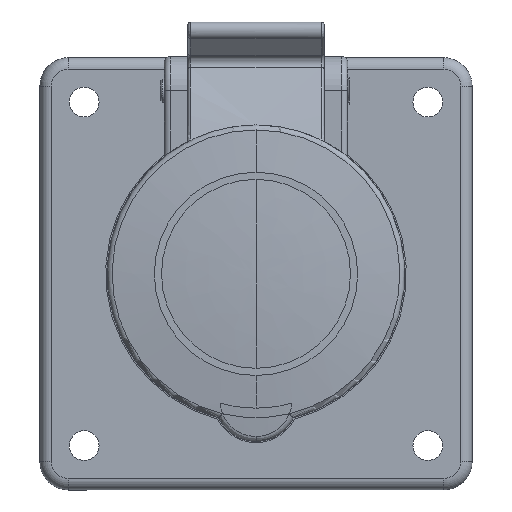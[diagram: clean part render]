
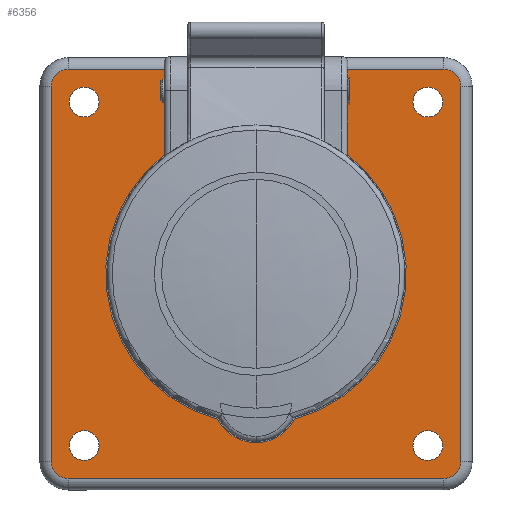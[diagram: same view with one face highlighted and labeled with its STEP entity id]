
A CAD part, front view. The second image highlights one B-rep face of the part: STEP entity #6356.
In plain terms, the highlighted planar face has unit normal (0, -1, 0).
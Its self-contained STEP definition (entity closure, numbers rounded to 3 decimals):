
#895=FACE_BOUND('',#9647,.T.);
#896=FACE_BOUND('',#9648,.T.);
#897=FACE_BOUND('',#9649,.T.);
#898=FACE_BOUND('',#9650,.T.);
#899=FACE_BOUND('',#9651,.T.);
#900=FACE_BOUND('',#9652,.T.);
#1803=PLANE('',#28757);
#2748=LINE('',#46871,#4569);
#2749=LINE('',#46876,#4570);
#2750=LINE('',#46880,#4571);
#2751=LINE('',#46884,#4572);
#2752=LINE('',#46895,#4573);
#2753=LINE('',#46903,#4574);
#4569=VECTOR('',#33096,1.);
#4570=VECTOR('',#33099,1.);
#4571=VECTOR('',#33102,1.);
#4572=VECTOR('',#33105,1.);
#4573=VECTOR('',#33116,1.);
#4574=VECTOR('',#33123,1.);
#6356=ADVANCED_FACE('',(#895,#896,#897,#898,#899,#900),#1803,.T.);
#9647=EDGE_LOOP('',(#13969));
#9648=EDGE_LOOP('',(#13970));
#9649=EDGE_LOOP('',(#13971));
#9650=EDGE_LOOP('',(#13972));
#9651=EDGE_LOOP('',(#13973,#13974,#13975,#13976,#13977,#13978,#13979,#13980));
#9652=EDGE_LOOP('',(#13981,#13982,#13983,#13984,#13985,#13986,#13987,#13988,
#13989,#13990));
#13969=ORIENTED_EDGE('',*,*,#23666,.T.);
#13970=ORIENTED_EDGE('',*,*,#23667,.T.);
#13971=ORIENTED_EDGE('',*,*,#23668,.T.);
#13972=ORIENTED_EDGE('',*,*,#23669,.T.);
#13973=ORIENTED_EDGE('',*,*,#23670,.T.);
#13974=ORIENTED_EDGE('',*,*,#23671,.F.);
#13975=ORIENTED_EDGE('',*,*,#23672,.T.);
#13976=ORIENTED_EDGE('',*,*,#23673,.F.);
#13977=ORIENTED_EDGE('',*,*,#23674,.T.);
#13978=ORIENTED_EDGE('',*,*,#23675,.F.);
#13979=ORIENTED_EDGE('',*,*,#23676,.T.);
#13980=ORIENTED_EDGE('',*,*,#23677,.F.);
#13981=ORIENTED_EDGE('',*,*,#23678,.F.);
#13982=ORIENTED_EDGE('',*,*,#23662,.T.);
#13983=ORIENTED_EDGE('',*,*,#23679,.T.);
#13984=ORIENTED_EDGE('',*,*,#23680,.T.);
#13985=ORIENTED_EDGE('',*,*,#23681,.F.);
#13986=ORIENTED_EDGE('',*,*,#23682,.F.);
#13987=ORIENTED_EDGE('',*,*,#23683,.T.);
#13988=ORIENTED_EDGE('',*,*,#23684,.T.);
#13989=ORIENTED_EDGE('',*,*,#23685,.T.);
#13990=ORIENTED_EDGE('',*,*,#23686,.F.);
#20670=VERTEX_POINT('',#46854);
#20671=VERTEX_POINT('',#46856);
#20674=VERTEX_POINT('',#46864);
#20675=VERTEX_POINT('',#46866);
#20676=VERTEX_POINT('',#46868);
#20677=VERTEX_POINT('',#46870);
#20678=VERTEX_POINT('',#46872);
#20679=VERTEX_POINT('',#46873);
#20680=VERTEX_POINT('',#46875);
#20681=VERTEX_POINT('',#46877);
#20682=VERTEX_POINT('',#46879);
#20683=VERTEX_POINT('',#46881);
#20684=VERTEX_POINT('',#46883);
#20685=VERTEX_POINT('',#46885);
#20686=VERTEX_POINT('',#46888);
#20687=VERTEX_POINT('',#46890);
#20688=VERTEX_POINT('',#46892);
#20689=VERTEX_POINT('',#46894);
#20690=VERTEX_POINT('',#46896);
#20691=VERTEX_POINT('',#46898);
#20692=VERTEX_POINT('',#46900);
#20693=VERTEX_POINT('',#46902);
#23662=EDGE_CURVE('',#20671,#20670,#26931,.T.);
#23666=EDGE_CURVE('',#20674,#20674,#26933,.T.);
#23667=EDGE_CURVE('',#20675,#20675,#26934,.T.);
#23668=EDGE_CURVE('',#20676,#20676,#26935,.T.);
#23669=EDGE_CURVE('',#20677,#20677,#26936,.T.);
#23670=EDGE_CURVE('',#20678,#20679,#2748,.T.);
#23671=EDGE_CURVE('',#20680,#20679,#26937,.T.);
#23672=EDGE_CURVE('',#20680,#20681,#2749,.T.);
#23673=EDGE_CURVE('',#20682,#20681,#26938,.T.);
#23674=EDGE_CURVE('',#20682,#20683,#2750,.T.);
#23675=EDGE_CURVE('',#20684,#20683,#26939,.T.);
#23676=EDGE_CURVE('',#20684,#20685,#2751,.T.);
#23677=EDGE_CURVE('',#20678,#20685,#26940,.T.);
#23678=EDGE_CURVE('',#20671,#20686,#26941,.T.);
#23679=EDGE_CURVE('',#20670,#20687,#26942,.T.);
#23680=EDGE_CURVE('',#20687,#20688,#26943,.T.);
#23681=EDGE_CURVE('',#20689,#20688,#26944,.T.);
#23682=EDGE_CURVE('',#20690,#20689,#2752,.T.);
#23683=EDGE_CURVE('',#20690,#20691,#26945,.T.);
#23684=EDGE_CURVE('',#20691,#20692,#26946,.T.);
#23685=EDGE_CURVE('',#20692,#20693,#26947,.T.);
#23686=EDGE_CURVE('',#20686,#20693,#2753,.T.);
#26931=CIRCLE('',#28739,2.);
#26933=CIRCLE('',#28742,2.6);
#26934=CIRCLE('',#28743,2.6);
#26935=CIRCLE('',#28744,2.6);
#26936=CIRCLE('',#28745,2.6);
#26937=CIRCLE('',#28746,3.);
#26938=CIRCLE('',#28747,3.);
#26939=CIRCLE('',#28748,3.);
#26940=CIRCLE('',#28749,3.);
#26941=CIRCLE('',#28750,27.05);
#26942=CIRCLE('',#28751,26.25);
#26943=CIRCLE('',#28752,2.);
#26944=CIRCLE('',#28753,27.05);
#26945=CIRCLE('',#28754,26.25);
#26946=CIRCLE('',#28755,7.5);
#26947=CIRCLE('',#28756,26.25);
#28739=AXIS2_PLACEMENT_3D('',#46855,#33080,#33081);
#28742=AXIS2_PLACEMENT_3D('',#46863,#33088,#33089);
#28743=AXIS2_PLACEMENT_3D('',#46865,#33090,#33091);
#28744=AXIS2_PLACEMENT_3D('',#46867,#33092,#33093);
#28745=AXIS2_PLACEMENT_3D('',#46869,#33094,#33095);
#28746=AXIS2_PLACEMENT_3D('',#46874,#33097,#33098);
#28747=AXIS2_PLACEMENT_3D('',#46878,#33100,#33101);
#28748=AXIS2_PLACEMENT_3D('',#46882,#33103,#33104);
#28749=AXIS2_PLACEMENT_3D('',#46886,#33106,#33107);
#28750=AXIS2_PLACEMENT_3D('',#46887,#33108,#33109);
#28751=AXIS2_PLACEMENT_3D('',#46889,#33110,#33111);
#28752=AXIS2_PLACEMENT_3D('',#46891,#33112,#33113);
#28753=AXIS2_PLACEMENT_3D('',#46893,#33114,#33115);
#28754=AXIS2_PLACEMENT_3D('',#46897,#33117,#33118);
#28755=AXIS2_PLACEMENT_3D('',#46899,#33119,#33120);
#28756=AXIS2_PLACEMENT_3D('',#46901,#33121,#33122);
#28757=AXIS2_PLACEMENT_3D('',#46904,#33124,#33125);
#33080=DIRECTION('',(0.,-1.,0.));
#33081=DIRECTION('',(1.,0.,0.));
#33088=DIRECTION('',(0.,1.,0.));
#33089=DIRECTION('',(0.,0.,-1.));
#33090=DIRECTION('',(0.,1.,0.));
#33091=DIRECTION('',(-1.,0.,0.));
#33092=DIRECTION('',(0.,1.,0.));
#33093=DIRECTION('',(0.,0.,1.));
#33094=DIRECTION('',(0.,1.,0.));
#33095=DIRECTION('',(1.,0.,0.));
#33096=DIRECTION('',(0.,0.,-1.));
#33097=DIRECTION('',(0.,1.,0.));
#33098=DIRECTION('',(1.,0.,0.));
#33099=DIRECTION('',(1.,0.,0.));
#33100=DIRECTION('',(0.,1.,0.));
#33101=DIRECTION('',(1.,0.,0.));
#33102=DIRECTION('',(0.,0.,1.));
#33103=DIRECTION('',(0.,1.,0.));
#33104=DIRECTION('',(1.,0.,0.));
#33105=DIRECTION('',(-1.,0.,0.));
#33106=DIRECTION('',(0.,1.,0.));
#33107=DIRECTION('',(1.,0.,0.));
#33108=DIRECTION('',(0.,-1.,0.));
#33109=DIRECTION('',(-1.,0.,0.));
#33110=DIRECTION('',(0.,1.,0.));
#33111=DIRECTION('',(1.,0.,0.));
#33112=DIRECTION('',(0.,-1.,0.));
#33113=DIRECTION('',(1.,0.,0.));
#33114=DIRECTION('',(0.,-1.,0.));
#33115=DIRECTION('',(-1.,0.,0.));
#33116=DIRECTION('',(0.,0.,1.));
#33117=DIRECTION('',(0.,1.,0.));
#33118=DIRECTION('',(1.,0.,0.));
#33119=DIRECTION('',(0.,1.,0.));
#33120=DIRECTION('',(1.,0.,0.));
#33121=DIRECTION('',(0.,1.,0.));
#33122=DIRECTION('',(1.,0.,0.));
#33123=DIRECTION('',(0.,0.,-1.));
#33124=DIRECTION('',(0.,-1.,0.));
#33125=DIRECTION('',(-1.,0.,0.));
#46854=CARTESIAN_POINT('',(-11.819,6.2,31.411));
#46855=CARTESIAN_POINT('',(-10.,6.2,32.243));
#46856=CARTESIAN_POINT('',(-12.,6.2,32.215));
#46863=CARTESIAN_POINT('',(-30.,6.2,-22.028));
#46864=CARTESIAN_POINT('',(-30.,6.2,-24.628));
#46865=CARTESIAN_POINT('',(-30.,6.2,37.972));
#46866=CARTESIAN_POINT('',(-32.6,6.2,37.972));
#46867=CARTESIAN_POINT('',(30.,6.2,37.972));
#46868=CARTESIAN_POINT('',(30.,6.2,40.572));
#46869=CARTESIAN_POINT('',(30.,6.2,-22.028));
#46870=CARTESIAN_POINT('',(32.6,6.2,-22.028));
#46871=CARTESIAN_POINT('',(-35.75,6.2,40.722));
#46872=CARTESIAN_POINT('',(-35.75,6.2,40.722));
#46873=CARTESIAN_POINT('',(-35.75,6.2,-24.778));
#46874=CARTESIAN_POINT('',(-32.75,6.2,-24.778));
#46875=CARTESIAN_POINT('',(-32.75,6.2,-27.778));
#46876=CARTESIAN_POINT('',(-32.75,6.2,-27.778));
#46877=CARTESIAN_POINT('',(32.75,6.2,-27.778));
#46878=CARTESIAN_POINT('',(32.75,6.2,-24.778));
#46879=CARTESIAN_POINT('',(35.75,6.2,-24.778));
#46880=CARTESIAN_POINT('',(35.75,6.2,-24.778));
#46881=CARTESIAN_POINT('',(35.75,6.2,40.722));
#46882=CARTESIAN_POINT('',(32.75,6.2,40.722));
#46883=CARTESIAN_POINT('',(32.75,6.2,43.722));
#46884=CARTESIAN_POINT('',(32.75,6.2,43.722));
#46885=CARTESIAN_POINT('',(-32.75,6.2,43.722));
#46886=CARTESIAN_POINT('',(-32.75,6.2,40.722));
#46887=CARTESIAN_POINT('',(0.,6.2,7.972));
#46888=CARTESIAN_POINT('',(-16.,6.2,29.783));
#46889=CARTESIAN_POINT('',(0.,6.2,7.972));
#46890=CARTESIAN_POINT('',(11.819,6.2,31.411));
#46891=CARTESIAN_POINT('',(10.,6.2,32.243));
#46892=CARTESIAN_POINT('',(12.,6.2,32.215));
#46893=CARTESIAN_POINT('',(0.,6.2,7.972));
#46894=CARTESIAN_POINT('',(16.,6.2,29.783));
#46895=CARTESIAN_POINT('',(16.,6.2,26.195));
#46896=CARTESIAN_POINT('',(16.,6.2,28.782));
#46897=CARTESIAN_POINT('',(0.,6.2,7.972));
#46898=CARTESIAN_POINT('',(6.694,6.2,-17.41));
#46899=CARTESIAN_POINT('',(0.,6.2,-14.028));
#46900=CARTESIAN_POINT('',(-6.694,6.2,-17.41));
#46901=CARTESIAN_POINT('',(0.,6.2,7.972));
#46902=CARTESIAN_POINT('',(-16.,6.2,28.782));
#46903=CARTESIAN_POINT('',(-16.,6.2,29.783));
#46904=CARTESIAN_POINT('',(-45.3,6.2,-37.328));
